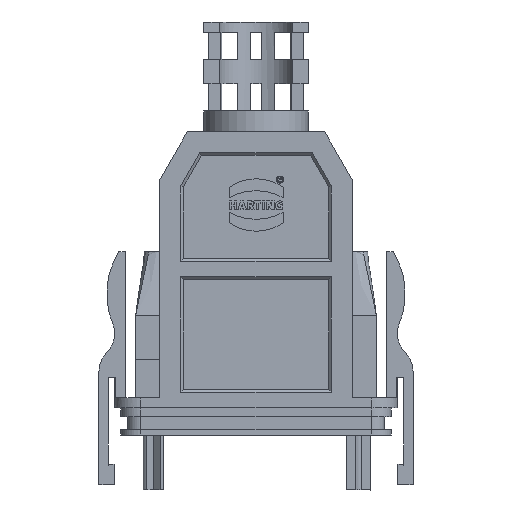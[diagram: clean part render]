
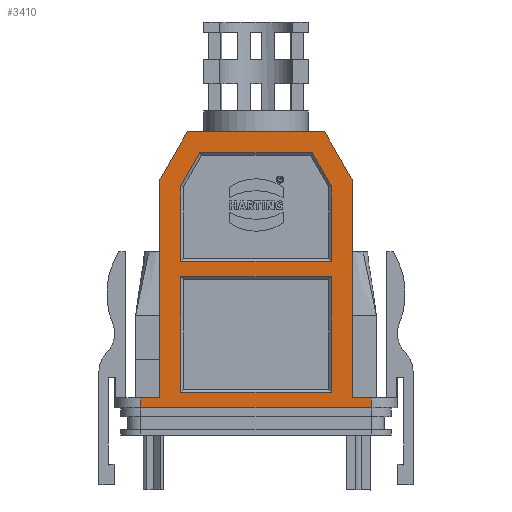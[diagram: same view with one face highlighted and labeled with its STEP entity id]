
A CAD part, front view. The second image highlights one B-rep face of the part: STEP entity #3410.
In plain terms, the highlighted planar face has unit normal (0, -1, 0).
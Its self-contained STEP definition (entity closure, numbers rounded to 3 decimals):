
#3410=ADVANCED_FACE('',(#4115,#4116,#4117),#3838,.T.);
#3838=PLANE('',#12439);
#4115=FACE_BOUND('',#4319,.T.);
#4116=FACE_BOUND('',#4320,.T.);
#4117=FACE_BOUND('',#4321,.T.);
#4319=EDGE_LOOP('',(#5452,#5453,#5454,#5455));
#4320=EDGE_LOOP('',(#5456,#5457,#5458,#5459,#5460,#5461));
#4321=EDGE_LOOP('',(#5462,#5463,#5464,#5465,#5466,#5467,#5468,#5469,#5470,
#5471));
#5452=ORIENTED_EDGE('',*,*,#8166,.T.);
#5453=ORIENTED_EDGE('',*,*,#8159,.T.);
#5454=ORIENTED_EDGE('',*,*,#8163,.T.);
#5455=ORIENTED_EDGE('',*,*,#8155,.T.);
#5456=ORIENTED_EDGE('',*,*,#8178,.T.);
#5457=ORIENTED_EDGE('',*,*,#8167,.T.);
#5458=ORIENTED_EDGE('',*,*,#8170,.T.);
#5459=ORIENTED_EDGE('',*,*,#8173,.T.);
#5460=ORIENTED_EDGE('',*,*,#8174,.T.);
#5461=ORIENTED_EDGE('',*,*,#8176,.T.);
#5462=ORIENTED_EDGE('',*,*,#8213,.F.);
#5463=ORIENTED_EDGE('',*,*,#8011,.F.);
#5464=ORIENTED_EDGE('',*,*,#8181,.T.);
#5465=ORIENTED_EDGE('',*,*,#8345,.T.);
#5466=ORIENTED_EDGE('',*,*,#8346,.T.);
#5467=ORIENTED_EDGE('',*,*,#8347,.F.);
#5468=ORIENTED_EDGE('',*,*,#8348,.T.);
#5469=ORIENTED_EDGE('',*,*,#8349,.T.);
#5470=ORIENTED_EDGE('',*,*,#8350,.T.);
#5471=ORIENTED_EDGE('',*,*,#8205,.T.);
#7222=VERTEX_POINT('',#15622);
#7223=VERTEX_POINT('',#15623);
#7317=VERTEX_POINT('',#16044);
#7318=VERTEX_POINT('',#16045);
#7321=VERTEX_POINT('',#16053);
#7322=VERTEX_POINT('',#16054);
#7325=VERTEX_POINT('',#16069);
#7326=VERTEX_POINT('',#16070);
#7327=VERTEX_POINT('',#16075);
#7328=VERTEX_POINT('',#16079);
#7329=VERTEX_POINT('',#16083);
#7330=VERTEX_POINT('',#16087);
#7332=VERTEX_POINT('',#16095);
#7349=VERTEX_POINT('',#16265);
#7351=VERTEX_POINT('',#16268);
#7444=VERTEX_POINT('',#16545);
#7445=VERTEX_POINT('',#16547);
#7446=VERTEX_POINT('',#16549);
#7447=VERTEX_POINT('',#16551);
#7448=VERTEX_POINT('',#16553);
#8011=EDGE_CURVE('',#7222,#7223,#9797,.T.);
#8155=EDGE_CURVE('',#7317,#7318,#9900,.T.);
#8159=EDGE_CURVE('',#7321,#7322,#9904,.T.);
#8163=EDGE_CURVE('',#7322,#7317,#9908,.T.);
#8166=EDGE_CURVE('',#7318,#7321,#9911,.T.);
#8167=EDGE_CURVE('',#7325,#7326,#9912,.T.);
#8170=EDGE_CURVE('',#7326,#7327,#9915,.T.);
#8173=EDGE_CURVE('',#7327,#7328,#9918,.T.);
#8174=EDGE_CURVE('',#7328,#7329,#9919,.T.);
#8176=EDGE_CURVE('',#7329,#7330,#9921,.T.);
#8178=EDGE_CURVE('',#7330,#7325,#9923,.T.);
#8181=EDGE_CURVE('',#7222,#7332,#9926,.T.);
#8205=EDGE_CURVE('',#7351,#7349,#9938,.T.);
#8213=EDGE_CURVE('',#7223,#7349,#9946,.T.);
#8345=EDGE_CURVE('',#7332,#7444,#10057,.T.);
#8346=EDGE_CURVE('',#7444,#7445,#10058,.T.);
#8347=EDGE_CURVE('',#7446,#7445,#10059,.T.);
#8348=EDGE_CURVE('',#7446,#7447,#10060,.T.);
#8349=EDGE_CURVE('',#7447,#7448,#10061,.T.);
#8350=EDGE_CURVE('',#7448,#7351,#10062,.T.);
#9797=LINE('',#15621,#10791);
#9900=LINE('',#16043,#10894);
#9904=LINE('',#16052,#10898);
#9908=LINE('',#16061,#10902);
#9911=LINE('',#16066,#10905);
#9912=LINE('',#16068,#10906);
#9915=LINE('',#16074,#10909);
#9918=LINE('',#16080,#10912);
#9919=LINE('',#16082,#10913);
#9921=LINE('',#16086,#10915);
#9923=LINE('',#16090,#10917);
#9926=LINE('',#16096,#10920);
#9938=LINE('',#16267,#10932);
#9946=LINE('',#16282,#10940);
#10057=LINE('',#16544,#11051);
#10058=LINE('',#16546,#11052);
#10059=LINE('',#16548,#11053);
#10060=LINE('',#16550,#11054);
#10061=LINE('',#16552,#11055);
#10062=LINE('',#16554,#11056);
#10791=VECTOR('',#13142,1.);
#10894=VECTOR('',#13409,1.);
#10898=VECTOR('',#13415,1.);
#10902=VECTOR('',#13421,1.);
#10905=VECTOR('',#13428,1.);
#10906=VECTOR('',#13431,1.);
#10909=VECTOR('',#13436,1.);
#10912=VECTOR('',#13441,1.);
#10913=VECTOR('',#13444,1.);
#10915=VECTOR('',#13448,1.);
#10917=VECTOR('',#13452,1.);
#10920=VECTOR('',#13457,1.);
#10932=VECTOR('',#13479,1.);
#10940=VECTOR('',#13493,1.);
#11051=VECTOR('',#13728,1.);
#11052=VECTOR('',#13729,1.);
#11053=VECTOR('',#13730,1.);
#11054=VECTOR('',#13731,1.);
#11055=VECTOR('',#13732,1.);
#11056=VECTOR('',#13733,1.);
#12439=AXIS2_PLACEMENT_3D('',#16555,#13734,#13735);
#13142=DIRECTION('',(1.,0.,0.));
#13409=DIRECTION('',(0.,0.,1.));
#13415=DIRECTION('',(0.,0.,-1.));
#13421=DIRECTION('',(-1.,0.,0.));
#13428=DIRECTION('',(1.,0.,0.));
#13431=DIRECTION('',(0.,0.,1.));
#13436=DIRECTION('',(0.5,0.,0.866));
#13441=DIRECTION('',(1.,0.,0.));
#13444=DIRECTION('',(0.5,0.,-0.866));
#13448=DIRECTION('',(0.,0.,-1.));
#13452=DIRECTION('',(-1.,0.,0.));
#13457=DIRECTION('',(-0.5,0.,-0.866));
#13479=DIRECTION('',(0.,0.,1.));
#13493=DIRECTION('',(0.5,0.,-0.866));
#13728=DIRECTION('',(0.,0.,-1.));
#13729=DIRECTION('',(-1.,0.,0.));
#13730=DIRECTION('',(0.,0.,1.));
#13731=DIRECTION('',(1.,0.,0.));
#13732=DIRECTION('',(0.,0.,1.));
#13733=DIRECTION('',(-1.,0.,0.));
#13734=DIRECTION('',(0.,-1.,0.));
#13735=DIRECTION('',(1.,0.,0.));
#15621=CARTESIAN_POINT('',(4.131,-354.271,1.692));
#15622=CARTESIAN_POINT('',(13.307,-354.271,1.692));
#15623=CARTESIAN_POINT('',(39.555,-354.271,1.692));
#16043=CARTESIAN_POINT('',(12.081,-354.271,-46.008));
#16044=CARTESIAN_POINT('',(12.081,-354.271,-48.008));
#16045=CARTESIAN_POINT('',(12.081,-354.271,-26.008));
#16052=CARTESIAN_POINT('',(40.781,-354.271,-28.008));
#16053=CARTESIAN_POINT('',(40.781,-354.271,-26.008));
#16054=CARTESIAN_POINT('',(40.781,-354.271,-48.008));
#16061=CARTESIAN_POINT('',(38.781,-354.271,-48.008));
#16066=CARTESIAN_POINT('',(14.081,-354.271,-26.008));
#16068=CARTESIAN_POINT('',(12.081,-354.271,-21.008));
#16069=CARTESIAN_POINT('',(12.081,-354.271,-23.008));
#16070=CARTESIAN_POINT('',(12.081,-354.271,-8.631));
#16074=CARTESIAN_POINT('',(12.349,-354.271,-8.167));
#16075=CARTESIAN_POINT('',(15.731,-354.271,-2.308));
#16079=CARTESIAN_POINT('',(37.13,-354.271,-2.308));
#16080=CARTESIAN_POINT('',(16.886,-354.271,-2.308));
#16082=CARTESIAN_POINT('',(37.708,-354.271,-3.308));
#16083=CARTESIAN_POINT('',(40.781,-354.271,-8.631));
#16086=CARTESIAN_POINT('',(40.781,-354.271,-9.167));
#16087=CARTESIAN_POINT('',(40.781,-354.271,-23.008));
#16090=CARTESIAN_POINT('',(38.781,-354.271,-23.008));
#16095=CARTESIAN_POINT('',(8.081,-354.271,-7.36));
#16096=CARTESIAN_POINT('',(7.735,-354.271,-7.959));
#16265=CARTESIAN_POINT('',(44.781,-354.271,-7.36));
#16267=CARTESIAN_POINT('',(44.781,-354.271,-49.208));
#16268=CARTESIAN_POINT('',(44.781,-354.271,-49.108));
#16282=CARTESIAN_POINT('',(45.127,-354.271,-7.959));
#16544=CARTESIAN_POINT('',(8.081,-354.271,-56.508));
#16545=CARTESIAN_POINT('',(8.081,-354.271,-49.108));
#16546=CARTESIAN_POINT('',(8.413,-354.271,-49.108));
#16547=CARTESIAN_POINT('',(4.431,-354.271,-49.108));
#16548=CARTESIAN_POINT('',(4.431,-354.271,-51.008));
#16549=CARTESIAN_POINT('',(4.431,-354.271,-51.008));
#16550=CARTESIAN_POINT('',(4.431,-354.271,-51.008));
#16551=CARTESIAN_POINT('',(48.431,-354.271,-51.008));
#16552=CARTESIAN_POINT('',(48.431,-354.271,-51.008));
#16553=CARTESIAN_POINT('',(48.431,-354.271,-49.108));
#16554=CARTESIAN_POINT('',(4.131,-354.271,-49.108));
#16555=CARTESIAN_POINT('',(4.131,-354.271,-56.508));
